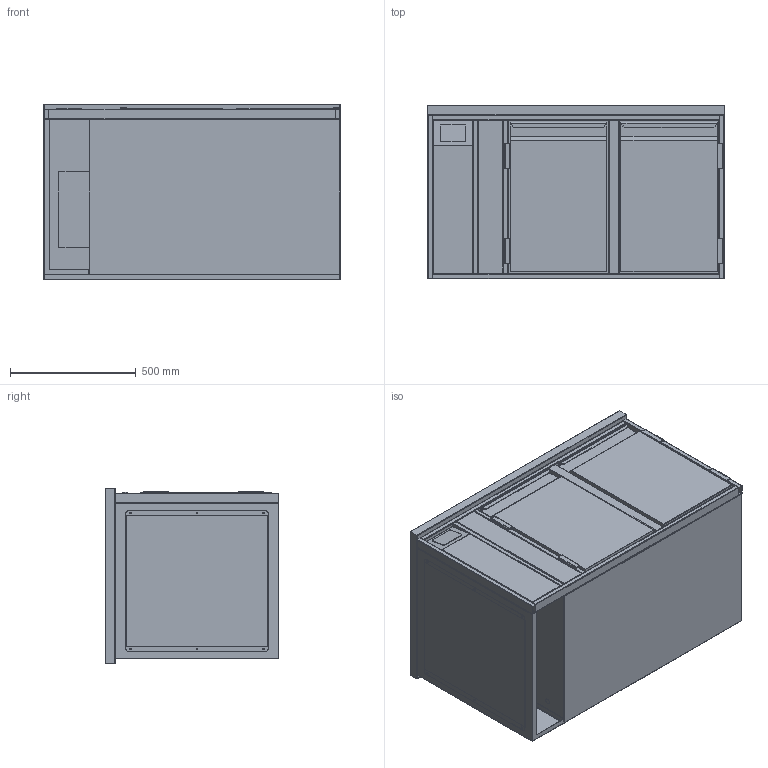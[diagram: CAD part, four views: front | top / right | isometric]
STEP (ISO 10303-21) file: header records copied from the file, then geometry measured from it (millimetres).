
FILE_DESCRIPTION (( 'STEP AP214' ), '1' );
FILE_NAME ('SZ-2-65-Z-L-2T-V03_20.step', '2025-02-25T08:30:44', ( '' ), ( '' ), 'SwSTEP 2.0', 'SolidWorks 2023', '' );
FILE_SCHEMA (( 'AUTOMOTIVE_DESIGN' ));
Length unit declared in the file: millimetre
Products named in the file (12): 21-01-47566_G-SA-FRR-650-1180--1000B-1SV100-180; 20-03-43318_G-KT-Rahmen-Tür-400-650; 20-03-43331_G-KT-Auflage-400-660-mit-Rost; 24-02-55011_G-KT-Fach-Z-L-180-660-650; 25-02-56863_Oberplatte-1180-700-40-L; 18-06-35404_TUER-385-595-L; 18-06-35404_TUER-385-595-R; 20-03-43319_G-SA-Einbauelement-Tür-400-660-650-L; 20-03-43331_G-KT-Auflage-400-660-Ohne-Rost; 20-03-43319_G-SA-Einbauelement-Tür-400-660-650-R; SZ-2-65-Z-L-2T-V03_20; 25-02-56864_G-SA-Korpus-1000-660-650-L
Assembly tree (14 placements, depth 3):
  SZ-2-65-Z-L-2T-V03_20
    25-02-56864_G-SA-Korpus-1000-660-650-L
    21-01-47566_G-SA-FRR-650-1180--1000B-1SV100-180
    24-02-55011_G-KT-Fach-Z-L-180-660-650
    20-03-43319_G-SA-Einbauelement-Tür-400-660-650-L
      20-03-43318_G-KT-Rahmen-Tür-400-650
      18-06-35404_TUER-385-595-L
      20-03-43331_G-KT-Auflage-400-660-Ohne-Rost
      20-03-43331_G-KT-Auflage-400-660-mit-Rost
    20-03-43319_G-SA-Einbauelement-Tür-400-660-650-R
      20-03-43318_G-KT-Rahmen-Tür-400-650
      18-06-35404_TUER-385-595-R
      20-03-43331_G-KT-Auflage-400-660-Ohne-Rost
      20-03-43331_G-KT-Auflage-400-660-mit-Rost
    25-02-56863_Oberplatte-1180-700-40-L
Bounding box: 1181 x 690 x 700 mm (x, y, z)
Volume: 146957139.4 mm3; surface area: 13496423.5 mm2
Topology: 34 solids, 34 shells, 1702 faces, 4510 edges, 2860 vertices
Faces by surface type: cylinder 1028, plane 578, sphere 34, torus 32, bspline 30
Entity records: 37645 total; most frequent: CARTESIAN_POINT 7239, DIRECTION 6421, ORIENTED_EDGE 6014, EDGE_CURVE 3007, AXIS2_PLACEMENT_3D 2360, VERTEX_POINT 1902, LINE 1701, VECTOR 1701
